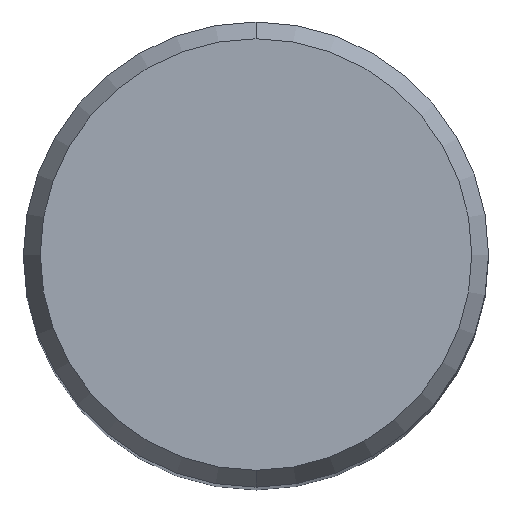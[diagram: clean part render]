
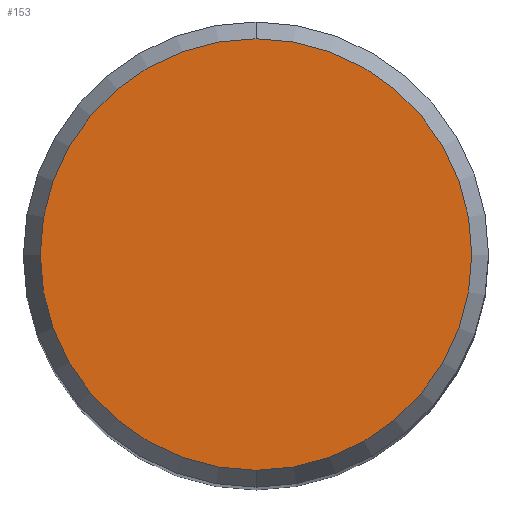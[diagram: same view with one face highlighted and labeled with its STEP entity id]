
A CAD part, top view. The second image highlights one B-rep face of the part: STEP entity #153.
In plain terms, the highlighted planar face has unit normal (0, 0, 1).
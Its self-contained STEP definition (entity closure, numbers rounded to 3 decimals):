
#133=EDGE_CURVE('',#175,#165,#268,.T.);
#153=ADVANCED_FACE('',(#289),#290,.T.);
#155=EDGE_CURVE('',#165,#175,#292,.T.);
#165=VERTEX_POINT('',#305);
#175=VERTEX_POINT('',#315);
#268=CIRCLE('',#420,5.892);
#289=FACE_OUTER_BOUND('',#446,.T.);
#290=PLANE('',#447);
#292=CIRCLE('',#450,5.892);
#305=CARTESIAN_POINT('',(0.,-5.892,0.01));
#315=CARTESIAN_POINT('',(0.0,5.892,0.01));
#420=AXIS2_PLACEMENT_3D('',#585,#586,#587);
#446=EDGE_LOOP('',(#605,#606));
#447=AXIS2_PLACEMENT_3D('',#607,#608,#609);
#450=AXIS2_PLACEMENT_3D('',#610,#611,#612);
#585=CARTESIAN_POINT('',(0.0,0.0,0.01));
#586=DIRECTION('',(0.0,0.0,-1.0));
#587=DIRECTION('',(0.0,1.0,0.0));
#605=ORIENTED_EDGE('',*,*,#133,.F.);
#606=ORIENTED_EDGE('',*,*,#155,.F.);
#607=CARTESIAN_POINT('',(0.0,2.946,0.01));
#608=DIRECTION('',(-0.0,0.0,1.0));
#609=DIRECTION('',(0.0,-1.0,0.0));
#610=CARTESIAN_POINT('',(0.0,0.0,0.01));
#611=DIRECTION('',(0.0,0.0,-1.0));
#612=DIRECTION('',(0.0,1.0,0.0));
